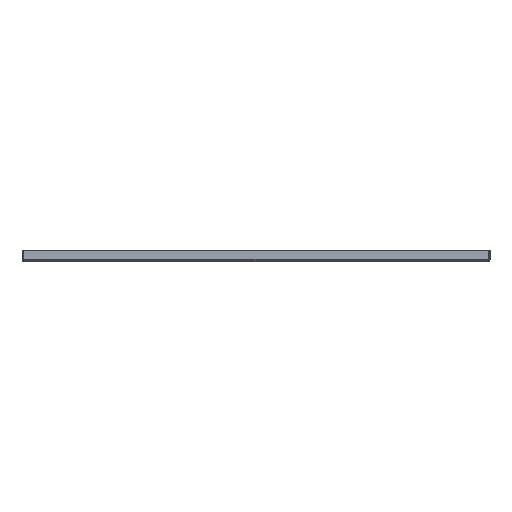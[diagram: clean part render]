
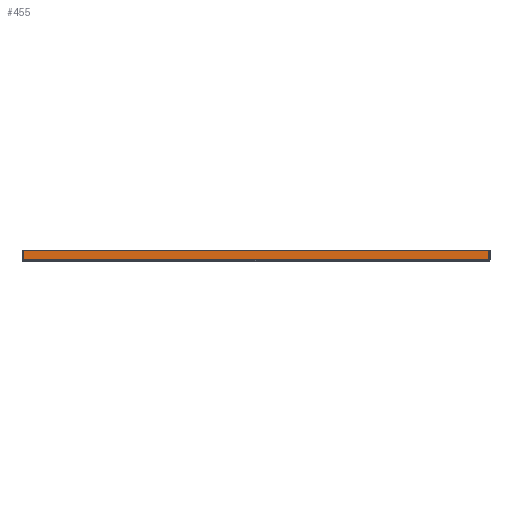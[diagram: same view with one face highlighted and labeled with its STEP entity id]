
A CAD part, front view. The second image highlights one B-rep face of the part: STEP entity #455.
In plain terms, the highlighted planar face has unit normal (0, -1, 0).
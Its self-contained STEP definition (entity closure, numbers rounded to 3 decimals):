
#29 = CARTESIAN_POINT ( 'NONE',  ( 547.823, 0., 11.9 ) ) ;
#148 = VERTEX_POINT ( 'NONE', #884 ) ;
#166 = CARTESIAN_POINT ( 'NONE',  ( 1.177, 0., 1. ) ) ;
#174 = VERTEX_POINT ( 'NONE', #166 ) ;
#193 = VECTOR ( 'NONE', #918, 1000. ) ;
#437 = CARTESIAN_POINT ( 'NONE',  ( 0., 0., 0. ) ) ;
#438 = VERTEX_POINT ( 'NONE', #29 ) ;
#455 = ADVANCED_FACE ( 'NONE', ( #2649 ), #1950, .F. ) ;
#468 = ORIENTED_EDGE ( 'NONE', *, *, #2526, .F. ) ;
#589 = LINE ( 'NONE', #3049, #193 ) ;
#606 = EDGE_CURVE ( 'NONE', #438, #148, #589, .T. ) ;
#653 = ORIENTED_EDGE ( 'NONE', *, *, #1004, .F. ) ;
#667 = EDGE_LOOP ( 'NONE', ( #653, #1307, #1212, #468 ) ) ;
#753 = CARTESIAN_POINT ( 'NONE',  ( 547.823, 0., 1. ) ) ;
#884 = CARTESIAN_POINT ( 'NONE',  ( 1.177, 0., 11.9 ) ) ;
#918 = DIRECTION ( 'NONE',  ( -1., 0., 0. ) ) ;
#1004 = EDGE_CURVE ( 'NONE', #1304, #174, #1032, .T. ) ;
#1009 = DIRECTION ( 'NONE',  ( 0., 0., 1. ) ) ;
#1032 = LINE ( 'NONE', #1817, #1365 ) ;
#1212 = ORIENTED_EDGE ( 'NONE', *, *, #606, .T. ) ;
#1298 = LINE ( 'NONE', #1784, #1563 ) ;
#1304 = VERTEX_POINT ( 'NONE', #753 ) ;
#1307 = ORIENTED_EDGE ( 'NONE', *, *, #1866, .T. ) ;
#1365 = VECTOR ( 'NONE', #2236, 1000. ) ;
#1432 = CARTESIAN_POINT ( 'NONE',  ( 1.177, 0., 0. ) ) ;
#1477 = DIRECTION ( 'NONE',  ( 0., 1., 0. ) ) ;
#1563 = VECTOR ( 'NONE', #1009, 1000. ) ;
#1674 = DIRECTION ( 'NONE',  ( 0., 0., 1. ) ) ;
#1784 = CARTESIAN_POINT ( 'NONE',  ( 547.823, 0., 0. ) ) ;
#1817 = CARTESIAN_POINT ( 'NONE',  ( 0., 0., 1. ) ) ;
#1866 = EDGE_CURVE ( 'NONE', #1304, #438, #1298, .T. ) ;
#1950 = PLANE ( 'NONE',  #2396 ) ;
#2162 = LINE ( 'NONE', #1432, #2550 ) ;
#2236 = DIRECTION ( 'NONE',  ( -1., 0., 0. ) ) ;
#2396 = AXIS2_PLACEMENT_3D ( 'NONE', #437, #1477, #2955 ) ;
#2526 = EDGE_CURVE ( 'NONE', #174, #148, #2162, .T. ) ;
#2550 = VECTOR ( 'NONE', #1674, 1000. ) ;
#2649 = FACE_OUTER_BOUND ( 'NONE', #667, .T. ) ;
#2955 = DIRECTION ( 'NONE',  ( 0., 0., 1. ) ) ;
#3049 = CARTESIAN_POINT ( 'NONE',  ( 0., 0., 11.9 ) ) ;
